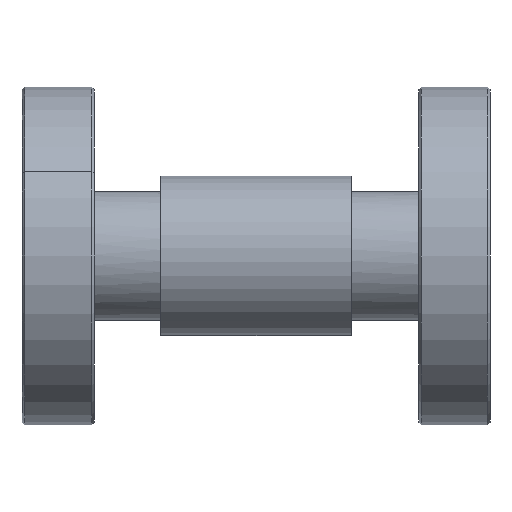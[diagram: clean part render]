
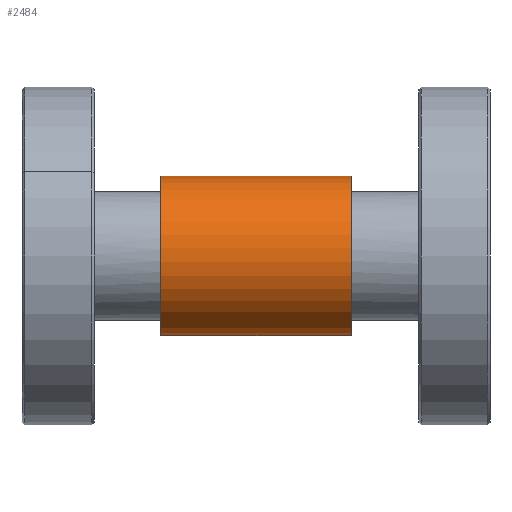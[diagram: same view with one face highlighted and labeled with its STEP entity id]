
A CAD part, left-side view. The second image highlights one B-rep face of the part: STEP entity #2484.
In plain terms, the highlighted cylindrical face has radius 8.001 mm (diameter 16.002 mm), a partial arc.
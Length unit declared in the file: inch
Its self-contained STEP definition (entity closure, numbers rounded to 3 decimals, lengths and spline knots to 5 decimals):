
#281 = VECTOR ( 'NONE', #2364, 39.37008 ) ;
#308 = VECTOR ( 'NONE', #2406, 39.37008 ) ;
#364 = AXIS2_PLACEMENT_3D ( 'NONE', #3074, #3070, #3077 ) ;
#945 = EDGE_LOOP ( 'NONE', ( #4615, #4635, #4616, #4559 ) ) ;
#958 = VERTEX_POINT ( 'NONE', #2331 ) ;
#960 = VERTEX_POINT ( 'NONE', #2333 ) ;
#1000 = VERTEX_POINT ( 'NONE', #2356 ) ;
#1209 = VERTEX_POINT ( 'NONE', #2721 ) ;
#1415 = LINE ( 'NONE', #2363, #281 ) ;
#2331 = CARTESIAN_POINT ( 'NONE',  ( 0.03034, 0.4, 0.31354 ) ) ;
#2333 = CARTESIAN_POINT ( 'NONE',  ( -0.03034, 1.15, -0.31354 ) ) ;
#2356 = CARTESIAN_POINT ( 'NONE',  ( -0.03034, 0.4, -0.31354 ) ) ;
#2363 = CARTESIAN_POINT ( 'NONE',  ( 0.03034, 4.08069, 0.31354 ) ) ;
#2364 = DIRECTION ( 'NONE',  ( 0., 1., 0. ) ) ;
#2399 = CARTESIAN_POINT ( 'NONE',  ( -0.03034, 4.08069, -0.31354 ) ) ;
#2401 = LINE ( 'NONE', #2399, #308 ) ;
#2406 = DIRECTION ( 'NONE',  ( 0., 1., 0. ) ) ;
#2484 = ADVANCED_FACE ( 'NONE', ( #3073 ), #3076, .T. ) ;
#2573 = EDGE_CURVE ( 'NONE', #958, #1209, #1415, .T. ) ;
#2587 = EDGE_CURVE ( 'NONE', #1000, #960, #2401, .T. ) ;
#2721 = CARTESIAN_POINT ( 'NONE',  ( 0.03034, 1.15, 0.31354 ) ) ;
#3070 = DIRECTION ( 'NONE',  ( 0., 1., 0. ) ) ;
#3073 = FACE_OUTER_BOUND ( 'NONE', #945, .T. ) ;
#3074 = CARTESIAN_POINT ( 'NONE',  ( 0., 4.08069, 0. ) ) ;
#3076 = CYLINDRICAL_SURFACE ( 'NONE', #364, 0.315 ) ;
#3077 = DIRECTION ( 'NONE',  ( 0.096, 0., 0.995 ) ) ;
#3523 = CARTESIAN_POINT ( 'NONE',  ( 0., 0.4, 0. ) ) ;
#3524 = DIRECTION ( 'NONE',  ( 0., 1., 0. ) ) ;
#3525 = DIRECTION ( 'NONE',  ( 0.096, 0., 0.995 ) ) ;
#3531 = CARTESIAN_POINT ( 'NONE',  ( 0., 1.15, 0. ) ) ;
#3532 = DIRECTION ( 'NONE',  ( 0., -1., 0. ) ) ;
#3533 = DIRECTION ( 'NONE',  ( 0.096, 0., 0.995 ) ) ;
#4052 = AXIS2_PLACEMENT_3D ( 'NONE', #3531, #3532, #3533 ) ;
#4109 = CIRCLE ( 'NONE', #4052, 0.315 ) ;
#4253 = AXIS2_PLACEMENT_3D ( 'NONE', #3523, #3524, #3525 ) ;
#4392 = CIRCLE ( 'NONE', #4253, 0.315 ) ;
#4504 = EDGE_CURVE ( 'NONE', #1000, #958, #4392, .T. ) ;
#4506 = EDGE_CURVE ( 'NONE', #1209, #960, #4109, .T. ) ;
#4559 = ORIENTED_EDGE ( 'NONE', *, *, #4506, .T. ) ;
#4615 = ORIENTED_EDGE ( 'NONE', *, *, #2587, .F. ) ;
#4616 = ORIENTED_EDGE ( 'NONE', *, *, #2573, .T. ) ;
#4635 = ORIENTED_EDGE ( 'NONE', *, *, #4504, .T. ) ;
